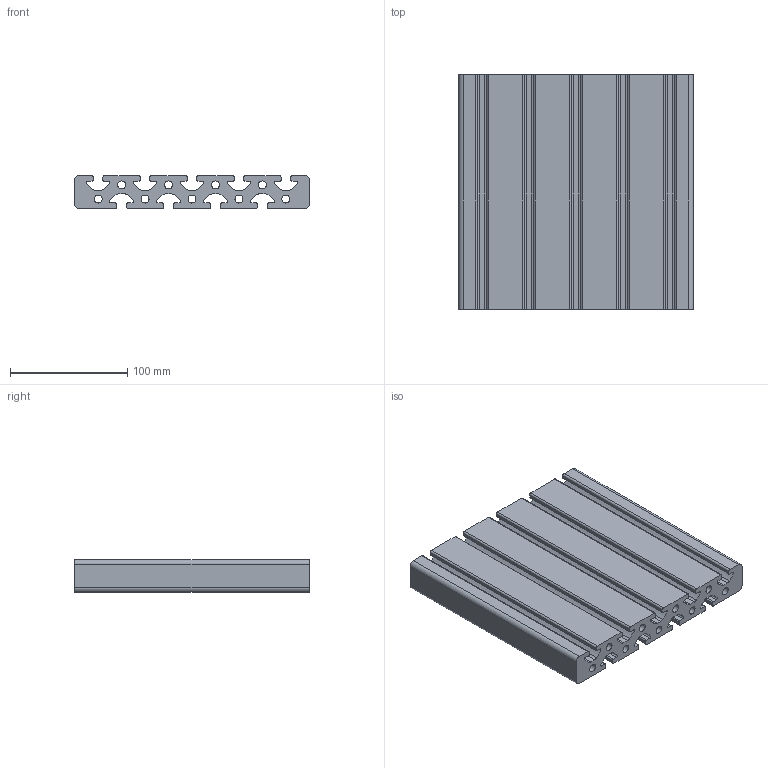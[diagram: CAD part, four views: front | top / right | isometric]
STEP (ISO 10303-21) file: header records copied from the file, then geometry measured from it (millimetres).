
FILE_DESCRIPTION(/* description */ ('Aluminiumprofil 200x28'),/* implementation_level */ '2;1');
FILE_NAME(/* name */ 'Syskomp 281299280 Aluminiumprofil 200x28 - 200.stp',/* time_stamp */ '2018-08-01T11:26:08+02:00',/* author */ ('wheldmann'),/* organization */ (''),/* preprocessor_version */ 'ST-DEVELOPER v16.1',/* originating_system */ 'Autodesk Inventor 2016',/* authorisation */ ' ');
FILE_SCHEMA (('AUTOMOTIVE_DESIGN { 1 0 10303 214 3 1 1 }'));
Length unit declared in the file: millimetre
Products named in the file (1): 281299280 Aluminiumprofil 200x28 - 200
Bounding box: 200 x 200 x 28 mm (x, y, z)
Volume: 765543.6 mm3; surface area: 204500.6 mm2
Topology: 1 solids, 1 shells, 163 faces, 483 edges, 322 vertices
Faces by surface type: cylinder 103, plane 60
Full cylindrical faces by diameter (mm): 6.8 x9
Entity records: 5558 total; most frequent: DIRECTION 1008, CARTESIAN_POINT 960, ORIENTED_EDGE 948, EDGE_CURVE 474, AXIS2_PLACEMENT_3D 370, VERTEX_POINT 322, LINE 268, VECTOR 268
